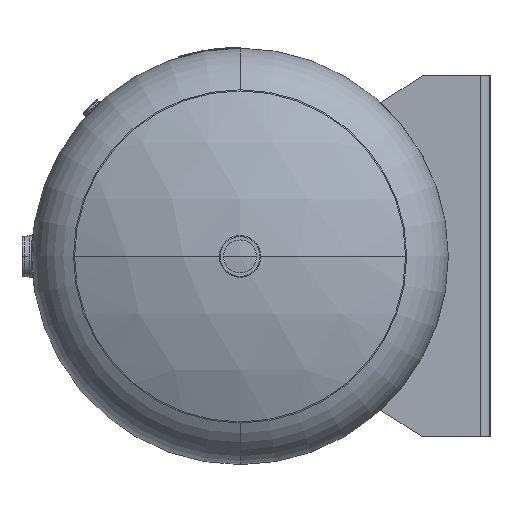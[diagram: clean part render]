
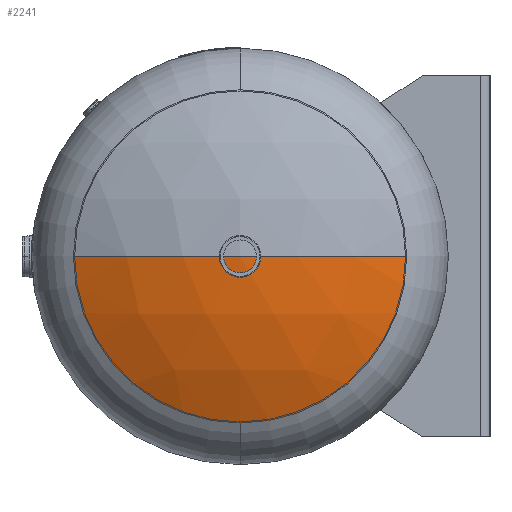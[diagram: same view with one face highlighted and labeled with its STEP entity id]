
A CAD part, left-side view. The second image highlights one B-rep face of the part: STEP entity #2241.
In plain terms, the highlighted spherical face has radius 685.8 mm.
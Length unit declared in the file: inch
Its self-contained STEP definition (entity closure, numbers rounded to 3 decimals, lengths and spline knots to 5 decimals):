
#225 = CARTESIAN_POINT ( 'NONE',  ( 0., 9.06254, 0. ) ) ;
#251 = CIRCLE ( 'NONE', #2002, 12. ) ;
#714 = DIRECTION ( 'NONE',  ( 0., 0., 1. ) ) ;
#919 = AXIS2_PLACEMENT_3D ( 'NONE', #5597, #6446, #11077 ) ;
#1565 = FACE_OUTER_BOUND ( 'NONE', #8790, .T. ) ;
#2002 = AXIS2_PLACEMENT_3D ( 'NONE', #3036, #3774, #6515 ) ;
#2171 = ORIENTED_EDGE ( 'NONE', *, *, #7479, .T. ) ;
#2241 = ADVANCED_FACE ( 'NONE', ( #1565 ), #3452, .T. ) ;
#2778 = DIRECTION ( 'NONE',  ( -1., 0., 0. ) ) ;
#3036 = CARTESIAN_POINT ( 'NONE',  ( 0., 6.24932, 0. ) ) ;
#3248 = CIRCLE ( 'NONE', #919, 27. ) ;
#3452 = SPHERICAL_SURFACE ( 'NONE', #7073, 27. ) ;
#3564 = DIRECTION ( 'NONE',  ( 0., -1., 0. ) ) ;
#3774 = DIRECTION ( 'NONE',  ( 0., -1., 0. ) ) ;
#4269 = VERTEX_POINT ( 'NONE', #4562 ) ;
#4562 = CARTESIAN_POINT ( 'NONE',  ( -12., 6.24932, 0. ) ) ;
#5090 = CARTESIAN_POINT ( 'NONE',  ( 0., 6.24932, -12. ) ) ;
#5252 = AXIS2_PLACEMENT_3D ( 'NONE', #7296, #8275, #2778 ) ;
#5597 = CARTESIAN_POINT ( 'NONE',  ( 0., -17.93746, 0. ) ) ;
#6446 = DIRECTION ( 'NONE',  ( 0., 0., 1. ) ) ;
#6495 = ORIENTED_EDGE ( 'NONE', *, *, #11543, .F. ) ;
#6515 = DIRECTION ( 'NONE',  ( 0., 0., -1. ) ) ;
#6865 = AXIS2_PLACEMENT_3D ( 'NONE', #8200, #3564, #8074 ) ;
#7073 = AXIS2_PLACEMENT_3D ( 'NONE', #8088, #714, #9188 ) ;
#7296 = CARTESIAN_POINT ( 'NONE',  ( 0., -17.93746, 0. ) ) ;
#7455 = CIRCLE ( 'NONE', #6865, 12. ) ;
#7479 = EDGE_CURVE ( 'NONE', #11889, #10614, #10089, .T. ) ;
#7896 = VERTEX_POINT ( 'NONE', #5090 ) ;
#8074 = DIRECTION ( 'NONE',  ( 0., 0., -1. ) ) ;
#8088 = CARTESIAN_POINT ( 'NONE',  ( 0., -17.93746, 0. ) ) ;
#8200 = CARTESIAN_POINT ( 'NONE',  ( 0., 6.24932, 0. ) ) ;
#8275 = DIRECTION ( 'NONE',  ( 0., 0., -1. ) ) ;
#8298 = ORIENTED_EDGE ( 'NONE', *, *, #11913, .F. ) ;
#8790 = EDGE_LOOP ( 'NONE', ( #10990, #2171, #6495, #8298 ) ) ;
#9013 = EDGE_CURVE ( 'NONE', #11889, #4269, #3248, .T. ) ;
#9188 = DIRECTION ( 'NONE',  ( 1., 0., 0. ) ) ;
#10089 = CIRCLE ( 'NONE', #5252, 27. ) ;
#10614 = VERTEX_POINT ( 'NONE', #11204 ) ;
#10990 = ORIENTED_EDGE ( 'NONE', *, *, #9013, .F. ) ;
#11077 = DIRECTION ( 'NONE',  ( 1., 0., 0. ) ) ;
#11204 = CARTESIAN_POINT ( 'NONE',  ( 12., 6.24932, 0. ) ) ;
#11543 = EDGE_CURVE ( 'NONE', #7896, #10614, #7455, .T. ) ;
#11889 = VERTEX_POINT ( 'NONE', #225 ) ;
#11913 = EDGE_CURVE ( 'NONE', #4269, #7896, #251, .T. ) ;
